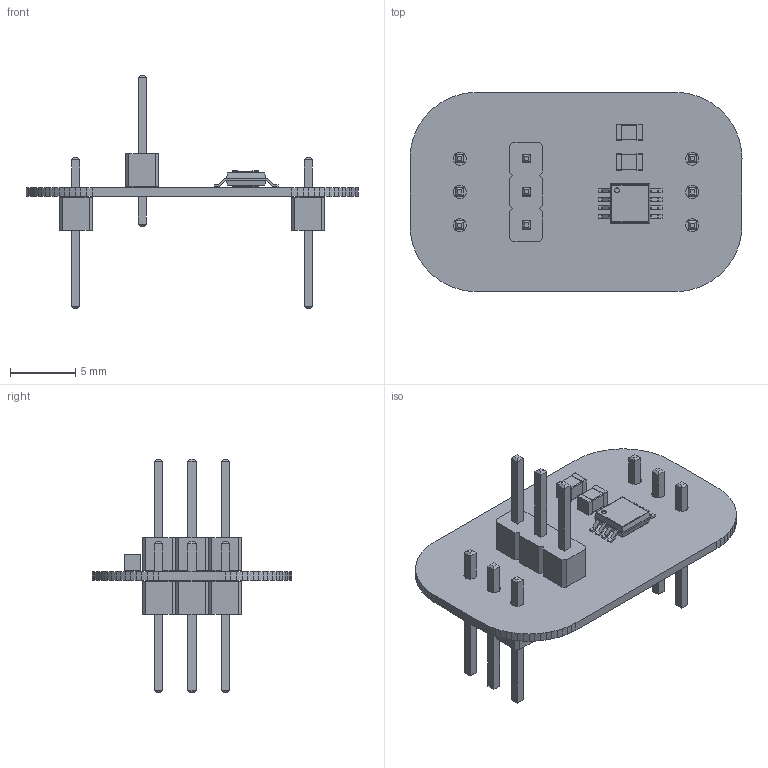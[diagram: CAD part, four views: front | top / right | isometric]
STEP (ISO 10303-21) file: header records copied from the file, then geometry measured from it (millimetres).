
FILE_DESCRIPTION(('KiCad electronic assembly'),'2;1');
FILE_NAME('Clock LTC6903.step','2023-12-08T15:44:48',('Pcbnew'),('Kicad' ),'Open CASCADE STEP processor 7.6','KiCad to STEP converter', 'Unknown');
FILE_SCHEMA(('AUTOMOTIVE_DESIGN { 1 0 10303 214 1 1 1 1 }'));
Length unit declared in the file: millimetre
Products named in the file (8): Clock LTC6903 1; PinHeader_1x03_P2.54mm_Vertical; SOLID; C_0805_2012Metric; LTC6903CMS8#PBF; COMPOUND; Clock LTC6903 PCB
Assembly tree (10 placements, depth 3):
  Clock LTC6903 1
    PinHeader_1x03_P2.54mm_Vertical  x3
      SOLID
    C_0805_2012Metric  x2
      SOLID
    LTC6903CMS8#PBF
      COMPOUND
    Clock LTC6903 PCB
Bounding box: 25.4 x 15.24 x 17.86 mm (x, y, z)
Volume: 435.3 mm3; surface area: 1319.9 mm2
Topology: 15 solids, 15 shells, 499 faces, 1250 edges, 804 vertices
Faces by surface type: plane 433, cylinder 66
Full cylindrical faces by diameter (mm): 0.375 x1, 1 x9
Entity records: 21338 total; most frequent: CARTESIAN_POINT 3772, DIRECTION 3140, LINE 2242, VECTOR 2242, ORIENTED_EDGE 1636, PCURVE 1636, DEFINITIONAL_REPRESENTATION 1636, EDGE_CURVE 818
